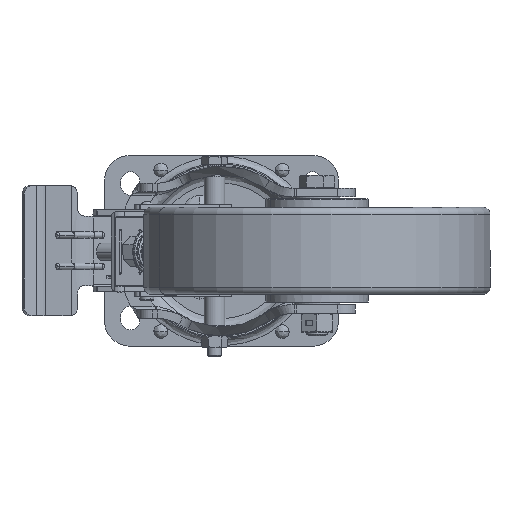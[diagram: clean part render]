
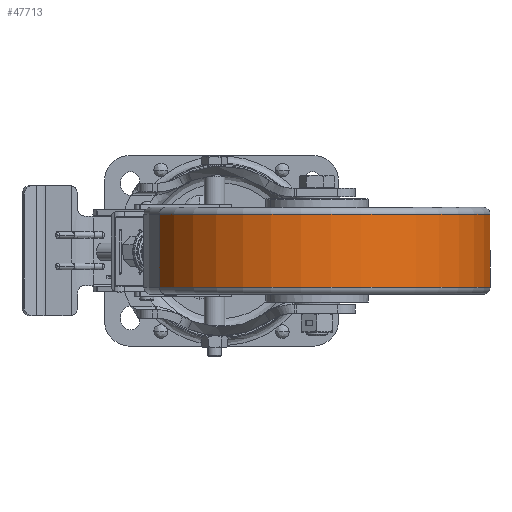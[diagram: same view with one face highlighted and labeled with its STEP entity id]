
A CAD part, front view. The second image highlights one B-rep face of the part: STEP entity #47713.
In plain terms, the highlighted cylindrical face has radius 100 mm (diameter 200 mm), a partial arc.
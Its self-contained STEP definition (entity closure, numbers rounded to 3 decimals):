
#3674 = EDGE_CURVE ( 'NONE', #57730, #30643, #33632, .T. ) ;
#6031 = CIRCLE ( 'NONE', #19550, 100. ) ;
#9590 = AXIS2_PLACEMENT_3D ( 'NONE', #52846, #21906, #46848 ) ;
#10201 = ORIENTED_EDGE ( 'NONE', *, *, #3674, .T. ) ;
#10240 = DIRECTION ( 'NONE',  ( -1., 0., 0. ) ) ;
#10951 = EDGE_LOOP ( 'NONE', ( #58513, #10201, #22032, #11980 ) ) ;
#11876 = EDGE_CURVE ( 'NONE', #30643, #28229, #25673, .T. ) ;
#11980 = ORIENTED_EDGE ( 'NONE', *, *, #47900, .T. ) ;
#15441 = CARTESIAN_POINT ( 'NONE',  ( 21., 0., 0. ) ) ;
#19550 = AXIS2_PLACEMENT_3D ( 'NONE', #39542, #50133, #55276 ) ;
#20670 = CARTESIAN_POINT ( 'NONE',  ( 21., 0., 100. ) ) ;
#20729 = AXIS2_PLACEMENT_3D ( 'NONE', #15441, #10240, #25125 ) ;
#21906 = DIRECTION ( 'NONE',  ( -1., 0., 0. ) ) ;
#22032 = ORIENTED_EDGE ( 'NONE', *, *, #11876, .T. ) ;
#25125 = DIRECTION ( 'NONE',  ( 0., 0., 1. ) ) ;
#25673 = LINE ( 'NONE', #39818, #48318 ) ;
#26985 = LINE ( 'NONE', #27227, #36741 ) ;
#27227 = CARTESIAN_POINT ( 'NONE',  ( -41.019, 0., -100. ) ) ;
#27927 = CYLINDRICAL_SURFACE ( 'NONE', #9590, 100. ) ;
#28229 = VERTEX_POINT ( 'NONE', #62441 ) ;
#29185 = DIRECTION ( 'NONE',  ( -1., 0., 0. ) ) ;
#30643 = VERTEX_POINT ( 'NONE', #20670 ) ;
#31692 = EDGE_CURVE ( 'NONE', #57730, #60449, #26985, .T. ) ;
#33632 = CIRCLE ( 'NONE', #20729, 100. ) ;
#36741 = VECTOR ( 'NONE', #43038, 1000. ) ;
#39542 = CARTESIAN_POINT ( 'NONE',  ( -21., 0., 0. ) ) ;
#39818 = CARTESIAN_POINT ( 'NONE',  ( -41.019, 0., 100. ) ) ;
#43038 = DIRECTION ( 'NONE',  ( -1., 0., 0. ) ) ;
#46394 = CARTESIAN_POINT ( 'NONE',  ( 21., 0., -100. ) ) ;
#46848 = DIRECTION ( 'NONE',  ( 0., 0., 1. ) ) ;
#47713 = ADVANCED_FACE ( 'NONE', ( #49676 ), #27927, .T. ) ;
#47900 = EDGE_CURVE ( 'NONE', #28229, #60449, #6031, .T. ) ;
#48318 = VECTOR ( 'NONE', #29185, 1000. ) ;
#49676 = FACE_OUTER_BOUND ( 'NONE', #10951, .T. ) ;
#50133 = DIRECTION ( 'NONE',  ( 1., 0., 0. ) ) ;
#50756 = CARTESIAN_POINT ( 'NONE',  ( -21., 0., -100. ) ) ;
#52846 = CARTESIAN_POINT ( 'NONE',  ( -41.019, 0., 0. ) ) ;
#55276 = DIRECTION ( 'NONE',  ( 0., 0., -1. ) ) ;
#57730 = VERTEX_POINT ( 'NONE', #46394 ) ;
#58513 = ORIENTED_EDGE ( 'NONE', *, *, #31692, .F. ) ;
#60449 = VERTEX_POINT ( 'NONE', #50756 ) ;
#62441 = CARTESIAN_POINT ( 'NONE',  ( -21., 0., 100. ) ) ;
